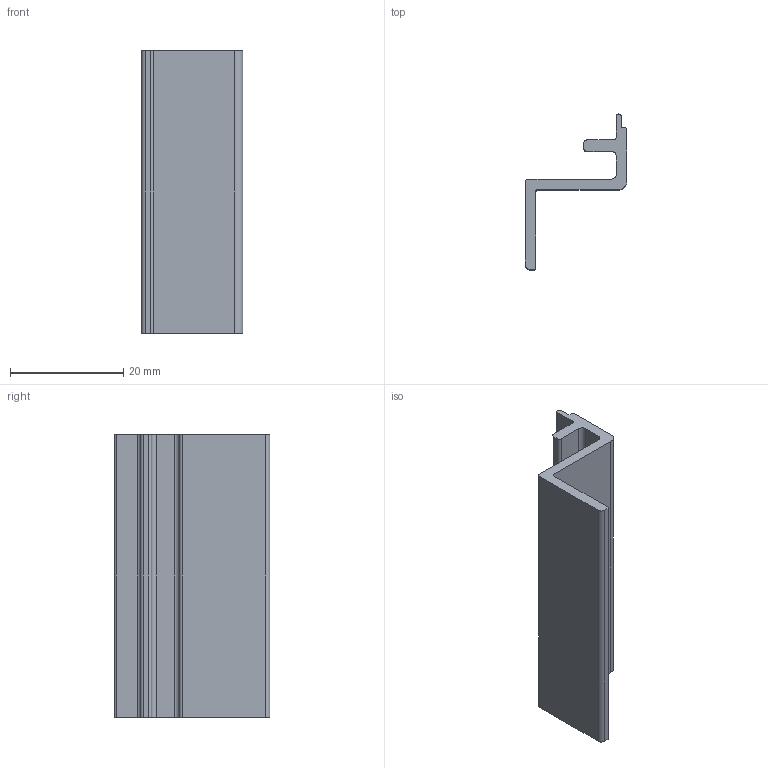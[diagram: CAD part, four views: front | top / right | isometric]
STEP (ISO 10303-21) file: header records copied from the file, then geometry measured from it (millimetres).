
FILE_DESCRIPTION (( 'STEP AP214' ), '1' );
FILE_NAME ('SAFE08E1913-Profilé maintien panneau vitre Al.step', '2023-03-24T10:12:06', ( 'Altae' ), ( '' ), 'SwSTEP 2.0', 'SolidWorks 2021', '' );
FILE_SCHEMA (( 'AUTOMOTIVE_DESIGN' ));
Length unit declared in the file: millimetre
Products named in the file (1): SAFE08E1913-Profilé maintien panneau vitre Al
Bounding box: 18 x 27.5 x 50 mm (x, y, z)
Volume: 4563.8 mm3; surface area: 5137.3 mm2
Topology: 1 solids, 1 shells, 27 faces, 75 edges, 50 vertices
Faces by surface type: plane 15, cylinder 12
Entity records: 907 total; most frequent: DIRECTION 155, CARTESIAN_POINT 153, ORIENTED_EDGE 150, EDGE_CURVE 75, AXIS2_PLACEMENT_3D 52, VECTOR 51, LINE 51, VERTEX_POINT 50
